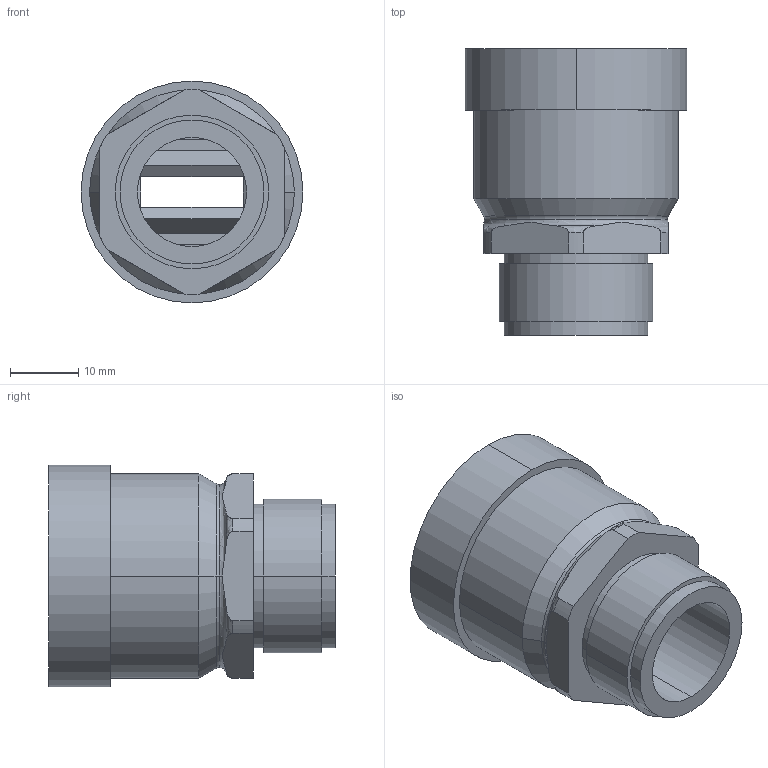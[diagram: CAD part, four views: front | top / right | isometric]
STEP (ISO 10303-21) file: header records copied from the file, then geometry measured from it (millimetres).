
FILE_DESCRIPTION (( 'STEP AP214' ), '1' );
FILE_NAME ('2012758_KSTP1.stp', '2018-04-24T15:09:55', ( '' ), ( '' ), 'SwSTEP 2.0', 'SolidWorks 2016', '' );
FILE_SCHEMA (( 'AUTOMOTIVE_DESIGN' ));
Length unit declared in the file: millimetre
Products named in the file (3): 094101_Standard; 094080_EV189-16-01; 2012758_KSTP1
Assembly tree (2 placements, depth 2):
  2012758_KSTP1
    094080_EV189-16-01
    094101_Standard
Bounding box: 32.5 x 42 x 32.5 mm (x, y, z)
Volume: 11607.6 mm3; surface area: 11414.5 mm2
Topology: 2 solids, 2 shells, 76 faces, 182 edges, 116 vertices
Faces by surface type: plane 36, cylinder 26, torus 10, cone 4
Entity records: 2508 total; most frequent: CARTESIAN_POINT 619, DIRECTION 392, ORIENTED_EDGE 364, EDGE_CURVE 182, AXIS2_PLACEMENT_3D 157, VERTEX_POINT 116, EDGE_LOOP 86, VECTOR 78
